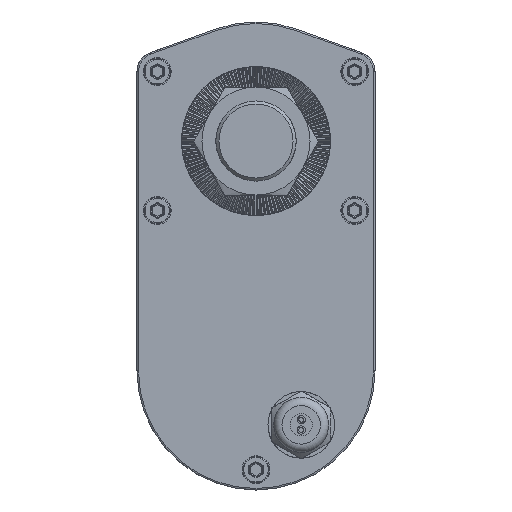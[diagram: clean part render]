
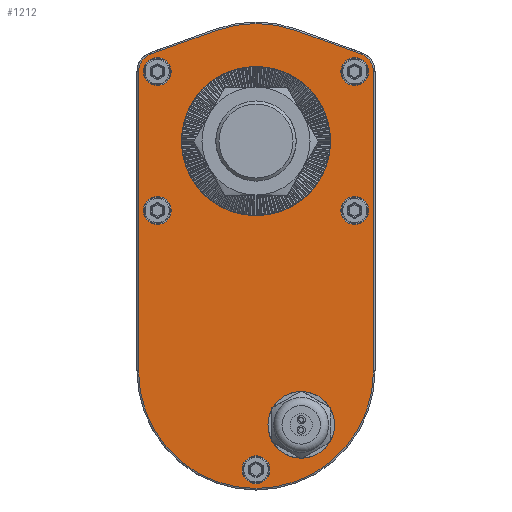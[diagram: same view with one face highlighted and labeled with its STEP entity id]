
A CAD part, front view. The second image highlights one B-rep face of the part: STEP entity #1212.
In plain terms, the highlighted planar face has unit normal (0, -1, 0).
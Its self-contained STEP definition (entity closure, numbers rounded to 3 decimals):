
#1212 = ADVANCED_FACE( '', ( #3205, #3206, #3207, #3208, #3209, #3210, #3211, #3212 ), #3213, .T. );
#3205 = FACE_BOUND( '', #6823, .T. );
#3206 = FACE_BOUND( '', #6824, .T. );
#3207 = FACE_BOUND( '', #6825, .T. );
#3208 = FACE_BOUND( '', #6826, .T. );
#3209 = FACE_BOUND( '', #6827, .T. );
#3210 = FACE_BOUND( '', #6828, .T. );
#3211 = FACE_OUTER_BOUND( '', #6829, .T. );
#3212 = FACE_BOUND( '', #6830, .T. );
#3213 = PLANE( '', #6831 );
#6823 = EDGE_LOOP( '', ( #15282 ) );
#6824 = EDGE_LOOP( '', ( #15283 ) );
#6825 = EDGE_LOOP( '', ( #15284 ) );
#6826 = EDGE_LOOP( '', ( #15285 ) );
#6827 = EDGE_LOOP( '', ( #15286 ) );
#6828 = EDGE_LOOP( '', ( #15287 ) );
#6829 = EDGE_LOOP( '', ( #15288, #15289, #15290, #15291, #15292, #15293, #15294, #15295 ) );
#6830 = EDGE_LOOP( '', ( #15296 ) );
#6831 = AXIS2_PLACEMENT_3D( '', #15297, #15298, #15299 );
#15282 = ORIENTED_EDGE( '', *, *, #22458, .F. );
#15283 = ORIENTED_EDGE( '', *, *, #22882, .T. );
#15284 = ORIENTED_EDGE( '', *, *, #22883, .T. );
#15285 = ORIENTED_EDGE( '', *, *, #22884, .T. );
#15286 = ORIENTED_EDGE( '', *, *, #22885, .T. );
#15287 = ORIENTED_EDGE( '', *, *, #22886, .T. );
#15288 = ORIENTED_EDGE( '', *, *, #22887, .T. );
#15289 = ORIENTED_EDGE( '', *, *, #22888, .T. );
#15290 = ORIENTED_EDGE( '', *, *, #22601, .T. );
#15291 = ORIENTED_EDGE( '', *, *, #22889, .T. );
#15292 = ORIENTED_EDGE( '', *, *, #22890, .T. );
#15293 = ORIENTED_EDGE( '', *, *, #22891, .T. );
#15294 = ORIENTED_EDGE( '', *, *, #22892, .T. );
#15295 = ORIENTED_EDGE( '', *, *, #22893, .T. );
#15296 = ORIENTED_EDGE( '', *, *, #22894, .F. );
#15297 = CARTESIAN_POINT( '', ( 0., 24.5, -74.5 ) );
#15298 = DIRECTION( '', ( 0., -1., 0. ) );
#15299 = DIRECTION( '', ( 0., 0., -1. ) );
#22458 = EDGE_CURVE( '', #25734, #25734, #25735, .T. );
#22601 = EDGE_CURVE( '', #25987, #25985, #25988, .T. );
#22882 = EDGE_CURVE( '', #26465, #26465, #26466, .T. );
#22883 = EDGE_CURVE( '', #26467, #26467, #26468, .T. );
#22884 = EDGE_CURVE( '', #26469, #26469, #26470, .T. );
#22885 = EDGE_CURVE( '', #26471, #26471, #26472, .T. );
#22886 = EDGE_CURVE( '', #26473, #26473, #26474, .T. );
#22887 = EDGE_CURVE( '', #26475, #26476, #26477, .T. );
#22888 = EDGE_CURVE( '', #26476, #25987, #26478, .T. );
#22889 = EDGE_CURVE( '', #25985, #26479, #26480, .T. );
#22890 = EDGE_CURVE( '', #26479, #26481, #26482, .T. );
#22891 = EDGE_CURVE( '', #26481, #26483, #26484, .T. );
#22892 = EDGE_CURVE( '', #26483, #26485, #26486, .T. );
#22893 = EDGE_CURVE( '', #26485, #26475, #26487, .T. );
#22894 = EDGE_CURVE( '', #26488, #26488, #26489, .T. );
#25734 = VERTEX_POINT( '', #30548 );
#25735 = CIRCLE( '', #30549, 7.875 );
#25985 = VERTEX_POINT( '', #31034 );
#25987 = VERTEX_POINT( '', #31036 );
#25988 = CIRCLE( '', #31037, 38.08 );
#26465 = VERTEX_POINT( '', #31987 );
#26466 = CIRCLE( '', #31988, 4.5 );
#26467 = VERTEX_POINT( '', #31989 );
#26468 = CIRCLE( '', #31990, 4.5 );
#26469 = VERTEX_POINT( '', #31991 );
#26470 = CIRCLE( '', #31992, 4.5 );
#26471 = VERTEX_POINT( '', #31993 );
#26472 = CIRCLE( '', #31994, 4.5 );
#26473 = VERTEX_POINT( '', #31995 );
#26474 = CIRCLE( '', #31996, 4.5 );
#26475 = VERTEX_POINT( '', #31997 );
#26476 = VERTEX_POINT( '', #31998 );
#26477 = CIRCLE( '', #31999, 6.08 );
#26478 = LINE( '', #32000, #32001 );
#26479 = VERTEX_POINT( '', #32002 );
#26480 = LINE( '', #32003, #32004 );
#26481 = VERTEX_POINT( '', #32005 );
#26482 = CIRCLE( '', #32006, 6.08 );
#26483 = VERTEX_POINT( '', #32007 );
#26484 = LINE( '', #32008, #32009 );
#26485 = VERTEX_POINT( '', #32010 );
#26486 = CIRCLE( '', #32011, 38.08 );
#26487 = LINE( '', #32012, #32013 );
#26488 = VERTEX_POINT( '', #32014 );
#26489 = CIRCLE( '', #32015, 24.1 );
#30548 = CARTESIAN_POINT( '', ( 14.66, 24.5, -99.845 ) );
#30549 = AXIS2_PLACEMENT_3D( '', #39817, #39818, #39819 );
#31034 = CARTESIAN_POINT( '', ( -12.944, 24.5, 35.813 ) );
#31036 = CARTESIAN_POINT( '', ( 12.944, 24.5, 35.813 ) );
#31037 = AXIS2_PLACEMENT_3D( '', #39969, #39970, #39971 );
#31987 = CARTESIAN_POINT( '', ( 32., 24.5, 18. ) );
#31988 = AXIS2_PLACEMENT_3D( '', #40309, #40310, #40311 );
#31989 = CARTESIAN_POINT( '', ( 32., 24.5, -27. ) );
#31990 = AXIS2_PLACEMENT_3D( '', #40312, #40313, #40314 );
#31991 = CARTESIAN_POINT( '', ( -32., 24.5, -27. ) );
#31992 = AXIS2_PLACEMENT_3D( '', #40315, #40316, #40317 );
#31993 = CARTESIAN_POINT( '', ( 0., 24.5, -111. ) );
#31994 = AXIS2_PLACEMENT_3D( '', #40318, #40319, #40320 );
#31995 = CARTESIAN_POINT( '', ( -32., 24.5, 18. ) );
#31996 = AXIS2_PLACEMENT_3D( '', #40321, #40322, #40323 );
#31997 = CARTESIAN_POINT( '', ( 38.08, 24.5, 22.46 ) );
#31998 = CARTESIAN_POINT( '', ( 34.067, 24.5, 28.178 ) );
#31999 = AXIS2_PLACEMENT_3D( '', #40324, #40325, #40326 );
#32000 = CARTESIAN_POINT( '', ( 36.76, 24.5, 27.204 ) );
#32001 = VECTOR( '', #40327, 1000. );
#32002 = CARTESIAN_POINT( '', ( -34.067, 24.5, 28.178 ) );
#32003 = CARTESIAN_POINT( '', ( -36.76, 24.5, 27.204 ) );
#32004 = VECTOR( '', #40328, 1000. );
#32005 = CARTESIAN_POINT( '', ( -38.08, 24.5, 22.46 ) );
#32006 = AXIS2_PLACEMENT_3D( '', #40329, #40330, #40331 );
#32007 = CARTESIAN_POINT( '', ( -38.08, 24.5, -74.5 ) );
#32008 = CARTESIAN_POINT( '', ( -38.08, 24.5, -74.5 ) );
#32009 = VECTOR( '', #40332, 1000. );
#32010 = CARTESIAN_POINT( '', ( 38.08, 24.5, -74.5 ) );
#32011 = AXIS2_PLACEMENT_3D( '', #40333, #40334, #40335 );
#32012 = CARTESIAN_POINT( '', ( 38.08, 24.5, -74.5 ) );
#32013 = VECTOR( '', #40336, 1000. );
#32014 = CARTESIAN_POINT( '', ( 0., 24.5, -24.1 ) );
#32015 = AXIS2_PLACEMENT_3D( '', #40337, #40338, #40339 );
#39817 = CARTESIAN_POINT( '', ( 14.66, 24.5, -91.97 ) );
#39818 = DIRECTION( '', ( 0., -1., 0. ) );
#39819 = DIRECTION( '', ( 0., 0., -1. ) );
#39969 = CARTESIAN_POINT( '', ( 0., 24.5, 0. ) );
#39970 = DIRECTION( '', ( 0., -1., 0. ) );
#39971 = DIRECTION( '', ( 0., 0., -1. ) );
#40309 = CARTESIAN_POINT( '', ( 32., 24.5, 22.5 ) );
#40310 = DIRECTION( '', ( 0., 1., 0. ) );
#40311 = DIRECTION( '', ( 0., 0., -1. ) );
#40312 = CARTESIAN_POINT( '', ( 32., 24.5, -22.5 ) );
#40313 = DIRECTION( '', ( 0., 1., 0. ) );
#40314 = DIRECTION( '', ( 0., 0., -1. ) );
#40315 = CARTESIAN_POINT( '', ( -32., 24.5, -22.5 ) );
#40316 = DIRECTION( '', ( 0., 1., 0. ) );
#40317 = DIRECTION( '', ( 0., 0., -1. ) );
#40318 = CARTESIAN_POINT( '', ( 0., 24.5, -106.5 ) );
#40319 = DIRECTION( '', ( 0., 1., 0. ) );
#40320 = DIRECTION( '', ( 0., 0., -1. ) );
#40321 = CARTESIAN_POINT( '', ( -32., 24.5, 22.5 ) );
#40322 = DIRECTION( '', ( 0., 1., 0. ) );
#40323 = DIRECTION( '', ( 0., 0., -1. ) );
#40324 = CARTESIAN_POINT( '', ( 32., 24.5, 22.46 ) );
#40325 = DIRECTION( '', ( 0., -1., 0. ) );
#40326 = DIRECTION( '', ( 0., 0., -1. ) );
#40327 = DIRECTION( '', ( -0.94, 0., 0.34 ) );
#40328 = DIRECTION( '', ( -0.94, 0., -0.34 ) );
#40329 = CARTESIAN_POINT( '', ( -32., 24.5, 22.46 ) );
#40330 = DIRECTION( '', ( 0., -1., 0. ) );
#40331 = DIRECTION( '', ( 0., 0., -1. ) );
#40332 = DIRECTION( '', ( 0., 0., -1. ) );
#40333 = CARTESIAN_POINT( '', ( 0., 24.5, -74.5 ) );
#40334 = DIRECTION( '', ( 0., -1., 0. ) );
#40335 = DIRECTION( '', ( 0., 0., -1. ) );
#40336 = DIRECTION( '', ( 0., 0., 1. ) );
#40337 = CARTESIAN_POINT( '', ( 0., 24.5, 0. ) );
#40338 = DIRECTION( '', ( 0., -1., 0. ) );
#40339 = DIRECTION( '', ( 0., 0., -1. ) );
